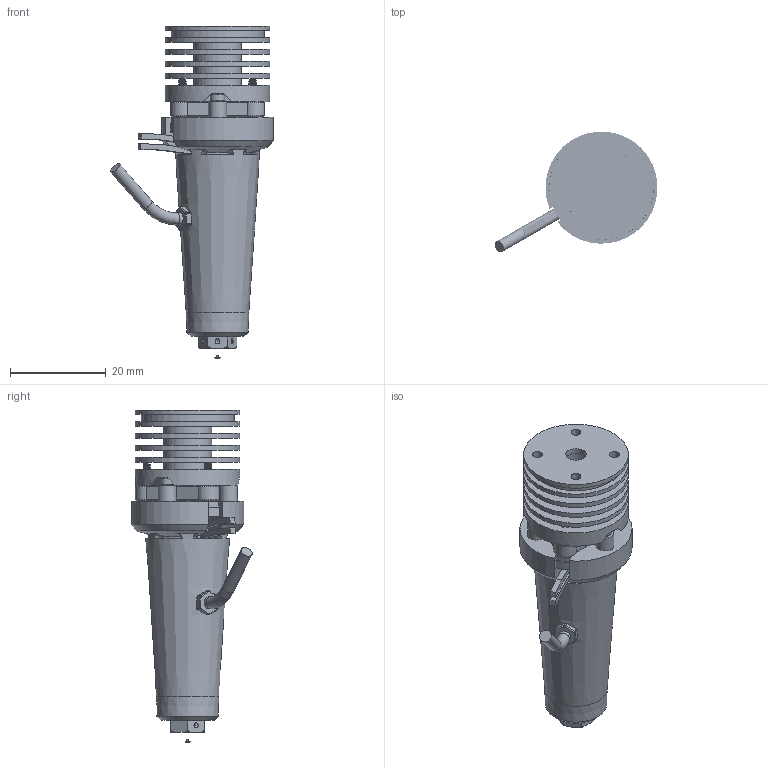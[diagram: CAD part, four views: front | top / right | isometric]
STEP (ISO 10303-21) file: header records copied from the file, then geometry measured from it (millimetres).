
FILE_DESCRIPTION(/* description */ (''),/* implementation_level */ '2;1');
FILE_NAME(/* name */ 'Goliath Mockup AIR v1.step',/* time_stamp */ '2022-11-28T20:53:25-06:00',/* author */ (''),/* organization */ (''),/* preprocessor_version */ 'ST-DEVELOPER v19.2',/* originating_system */ 'Autodesk Translation Framework v11.17.0.187',/* authorisation */ '');
FILE_SCHEMA (('AUTOMOTIVE_DESIGN { 1 0 10303 214 3 1 1 }'));
Length unit declared in the file: millimetre
Products named in the file (4): Goliath Mockup AIR; LSD Air cooled; Component4; M2*8mm_SHCS
Assembly tree (8 placements, depth 2):
  Goliath Mockup AIR
    LSD Air cooled
    M2*8mm_SHCS  x6
    Component4
Bounding box: 33.96 x 25.14 x 69.25 mm (x, y, z)
Volume: 13751.7 mm3; surface area: 9804.3 mm2
Topology: 13 solids, 13 shells, 708 faces, 1773 edges, 1126 vertices
Faces by surface type: cylinder 388, plane 171, cone 89, bspline 34, torus 14, sphere 12
Full cylindrical faces by diameter (mm): 0.4 x1, 1.145 x132, 1.6 x126, 1.623 x9, 2 x1, 2.075 x4, 2.2 x3, 2.4 x6, 2.5 x2, 3 x6, 3.15 x1, 3.8 x3, 4.3 x1, 5 x1, 7.05 x1, 8.89 x1, 10 x5, 19.4 x1, 21.8 x6
Entity records: 15946 total; most frequent: CARTESIAN_POINT 7573, ORIENTED_EDGE 1720, DIRECTION 1680, EDGE_CURVE 860, AXIS2_PLACEMENT_3D 689, VERTEX_POINT 541, EDGE_LOOP 431, FACE_OUTER_BOUND 363
